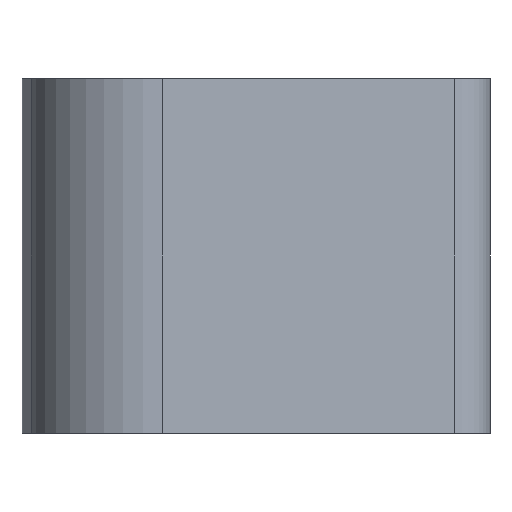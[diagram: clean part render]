
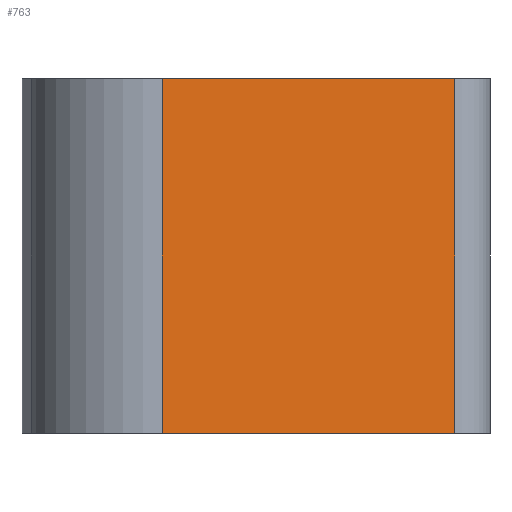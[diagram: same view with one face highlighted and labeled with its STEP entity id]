
A CAD part, left-side view. The second image highlights one B-rep face of the part: STEP entity #763.
In plain terms, the highlighted planar face has unit normal (-0.99, -0.139, 0).
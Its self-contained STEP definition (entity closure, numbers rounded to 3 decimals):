
#763 = ADVANCED_FACE ( 'NONE', ( #2991 ), #2495, .T. ) ;
#910 = CARTESIAN_POINT ( 'NONE',  ( -3.508, -9.807, -21.252 ) ) ;
#911 = DIRECTION ( 'NONE',  ( 0., 0., 1. ) ) ;
#1046 = CARTESIAN_POINT ( 'NONE',  ( -4.668, -1.557, 5. ) ) ;
#1047 = DIRECTION ( 'NONE',  ( 0.139, -0.99, 0. ) ) ;
#1067 = CARTESIAN_POINT ( 'NONE',  ( -4.668, -1.557, -21.252 ) ) ;
#1068 = DIRECTION ( 'NONE',  ( 0., 0., 1. ) ) ;
#1070 = CARTESIAN_POINT ( 'NONE',  ( -4.668, -1.557, -5. ) ) ;
#1079 = DIRECTION ( 'NONE',  ( -0.139, 0.99, 0. ) ) ;
#1482 = EDGE_CURVE ( 'NONE', #4101, #4172, #3111, .T. ) ;
#1538 = EDGE_CURVE ( 'NONE', #4166, #4172, #3593, .T. ) ;
#1546 = EDGE_CURVE ( 'NONE', #4152, #4166, #3601, .T. ) ;
#1550 = EDGE_CURVE ( 'NONE', #4101, #4152, #3609, .T. ) ;
#2494 = CARTESIAN_POINT ( 'NONE',  ( -4.668, -1.557, -21.252 ) ) ;
#2495 = PLANE ( 'NONE',  #4623 ) ;
#2504 = DIRECTION ( 'NONE',  ( -0.99, -0.139, 0. ) ) ;
#2505 = DIRECTION ( 'NONE',  ( 0.139, -0.99, 0. ) ) ;
#2991 = FACE_OUTER_BOUND ( 'NONE', #3295, .T. ) ;
#3111 = LINE ( 'NONE', #910, #3112 ) ;
#3112 = VECTOR ( 'NONE', #911, 1000. ) ;
#3295 = EDGE_LOOP ( 'NONE', ( #3371, #3372, #3373, #3374 ) ) ;
#3371 = ORIENTED_EDGE ( 'NONE', *, *, #1550, .F. ) ;
#3372 = ORIENTED_EDGE ( 'NONE', *, *, #1482, .T. ) ;
#3373 = ORIENTED_EDGE ( 'NONE', *, *, #1538, .F. ) ;
#3374 = ORIENTED_EDGE ( 'NONE', *, *, #1546, .F. ) ;
#3593 = LINE ( 'NONE', #1046, #3594 ) ;
#3594 = VECTOR ( 'NONE', #1047, 1000. ) ;
#3601 = LINE ( 'NONE', #1067, #3602 ) ;
#3602 = VECTOR ( 'NONE', #1068, 1000. ) ;
#3609 = LINE ( 'NONE', #1070, #3611 ) ;
#3611 = VECTOR ( 'NONE', #1079, 1000. ) ;
#3887 = CARTESIAN_POINT ( 'NONE',  ( -3.508, -9.807, -5. ) ) ;
#3939 = CARTESIAN_POINT ( 'NONE',  ( -4.668, -1.557, -5. ) ) ;
#3953 = CARTESIAN_POINT ( 'NONE',  ( -4.668, -1.557, 5. ) ) ;
#3959 = CARTESIAN_POINT ( 'NONE',  ( -3.508, -9.807, 5. ) ) ;
#4101 = VERTEX_POINT ( 'NONE', #3887 ) ;
#4152 = VERTEX_POINT ( 'NONE', #3939 ) ;
#4166 = VERTEX_POINT ( 'NONE', #3953 ) ;
#4172 = VERTEX_POINT ( 'NONE', #3959 ) ;
#4623 = AXIS2_PLACEMENT_3D ( 'NONE', #2494, #2504, #2505 ) ;
